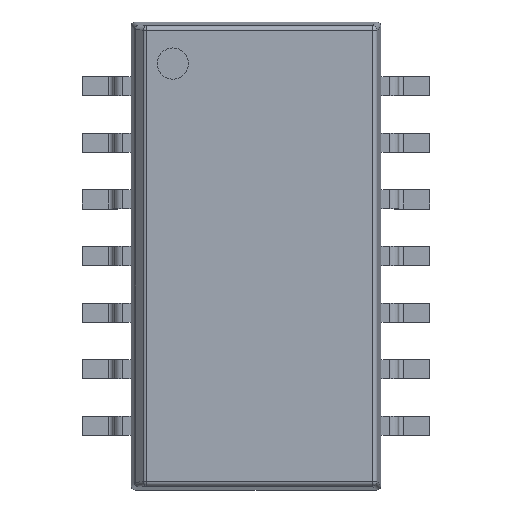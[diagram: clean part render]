
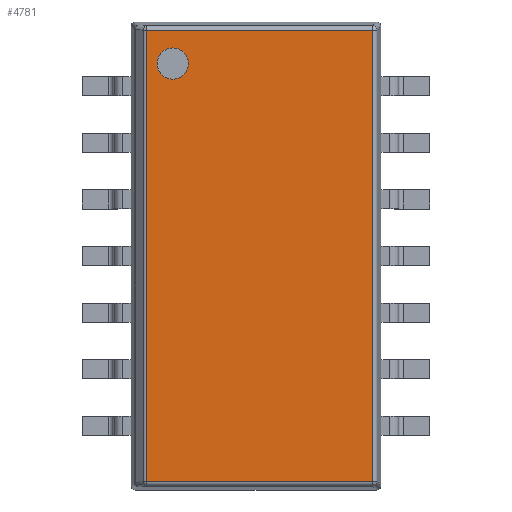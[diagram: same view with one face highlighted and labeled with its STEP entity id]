
A CAD part, top view. The second image highlights one B-rep face of the part: STEP entity #4781.
In plain terms, the highlighted planar face has unit normal (0, 0, 1).
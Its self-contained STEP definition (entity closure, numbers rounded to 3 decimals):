
#3936 = CYLINDRICAL_SURFACE('',#3937,0.1);
#3937 = AXIS2_PLACEMENT_3D('',#3938,#3939,#3940);
#3938 = CARTESIAN_POINT('',(0.3,10.313,1.9));
#3939 = DIRECTION('',(1.,0.,0.));
#3940 = DIRECTION('',(-0.,0.995,0.105));
#4137 = CYLINDRICAL_SURFACE('',#4138,0.1);
#4138 = AXIS2_PLACEMENT_3D('',#4139,#4140,#4141);
#4139 = CARTESIAN_POINT('',(0.3,0.187,1.9));
#4140 = DIRECTION('',(1.,-0.,0.));
#4141 = DIRECTION('',(-0.,-0.995,0.105));
#4238 = CYLINDRICAL_SURFACE('',#4239,0.1);
#4239 = AXIS2_PLACEMENT_3D('',#4240,#4241,#4242);
#4240 = CARTESIAN_POINT('',(0.341,0.097,1.9));
#4241 = DIRECTION('',(0.,1.,0.));
#4242 = DIRECTION('',(-0.707,0.,0.707));
#4399 = VERTEX_POINT('',#4400);
#4400 = CARTESIAN_POINT('',(0.341,10.313,2.));
#4433 = EDGE_CURVE('',#4399,#4434,#4436,.T.);
#4434 = VERTEX_POINT('',#4435);
#4435 = CARTESIAN_POINT('',(5.413,10.313,2.));
#4436 = SURFACE_CURVE('',#4437,(#4441,#4448),.PCURVE_S1.);
#4437 = LINE('',#4438,#4439);
#4438 = CARTESIAN_POINT('',(0.3,10.313,2.));
#4439 = VECTOR('',#4440,1.);
#4440 = DIRECTION('',(1.,0.,0.));
#4441 = PCURVE('',#3936,#4442);
#4442 = DEFINITIONAL_REPRESENTATION('',(#4443),#4447);
#4443 = LINE('',#4444,#4445);
#4444 = CARTESIAN_POINT('',(1.466,0.));
#4445 = VECTOR('',#4446,1.);
#4446 = DIRECTION('',(0.,1.));
#4447 = ( GEOMETRIC_REPRESENTATION_CONTEXT(2) 
PARAMETRIC_REPRESENTATION_CONTEXT() REPRESENTATION_CONTEXT('2D SPACE',''
  ) );
#4448 = PCURVE('',#4449,#4454);
#4449 = PLANE('',#4450);
#4450 = AXIS2_PLACEMENT_3D('',#4451,#4452,#4453);
#4451 = CARTESIAN_POINT('',(0.,0.,2.));
#4452 = DIRECTION('',(0.,0.,1.));
#4453 = DIRECTION('',(1.,0.,-0.));
#4454 = DEFINITIONAL_REPRESENTATION('',(#4455),#4459);
#4455 = LINE('',#4456,#4457);
#4456 = CARTESIAN_POINT('',(0.3,10.313));
#4457 = VECTOR('',#4458,1.);
#4458 = DIRECTION('',(1.,0.));
#4459 = ( GEOMETRIC_REPRESENTATION_CONTEXT(2) 
PARAMETRIC_REPRESENTATION_CONTEXT() REPRESENTATION_CONTEXT('2D SPACE',''
  ) );
#4577 = VERTEX_POINT('',#4578);
#4578 = CARTESIAN_POINT('',(0.341,0.187,2.));
#4611 = EDGE_CURVE('',#4577,#4612,#4614,.T.);
#4612 = VERTEX_POINT('',#4613);
#4613 = CARTESIAN_POINT('',(5.413,0.187,2.));
#4614 = SURFACE_CURVE('',#4615,(#4619,#4626),.PCURVE_S1.);
#4615 = LINE('',#4616,#4617);
#4616 = CARTESIAN_POINT('',(0.3,0.187,2.));
#4617 = VECTOR('',#4618,1.);
#4618 = DIRECTION('',(1.,-0.,0.));
#4619 = PCURVE('',#4137,#4620);
#4620 = DEFINITIONAL_REPRESENTATION('',(#4621),#4625);
#4621 = LINE('',#4622,#4623);
#4622 = CARTESIAN_POINT('',(-1.466,0.));
#4623 = VECTOR('',#4624,1.);
#4624 = DIRECTION('',(-0.,1.));
#4625 = ( GEOMETRIC_REPRESENTATION_CONTEXT(2) 
PARAMETRIC_REPRESENTATION_CONTEXT() REPRESENTATION_CONTEXT('2D SPACE',''
  ) );
#4626 = PCURVE('',#4449,#4627);
#4627 = DEFINITIONAL_REPRESENTATION('',(#4628),#4632);
#4628 = LINE('',#4629,#4630);
#4629 = CARTESIAN_POINT('',(0.3,0.187));
#4630 = VECTOR('',#4631,1.);
#4631 = DIRECTION('',(1.,0.));
#4632 = ( GEOMETRIC_REPRESENTATION_CONTEXT(2) 
PARAMETRIC_REPRESENTATION_CONTEXT() REPRESENTATION_CONTEXT('2D SPACE',''
  ) );
#4677 = EDGE_CURVE('',#4577,#4399,#4678,.T.);
#4678 = SURFACE_CURVE('',#4679,(#4683,#4690),.PCURVE_S1.);
#4679 = LINE('',#4680,#4681);
#4680 = CARTESIAN_POINT('',(0.341,0.097,2.));
#4681 = VECTOR('',#4682,1.);
#4682 = DIRECTION('',(0.,1.,0.));
#4683 = PCURVE('',#4238,#4684);
#4684 = DEFINITIONAL_REPRESENTATION('',(#4685),#4689);
#4685 = LINE('',#4686,#4687);
#4686 = CARTESIAN_POINT('',(0.785,0.));
#4687 = VECTOR('',#4688,1.);
#4688 = DIRECTION('',(0.,1.));
#4689 = ( GEOMETRIC_REPRESENTATION_CONTEXT(2) 
PARAMETRIC_REPRESENTATION_CONTEXT() REPRESENTATION_CONTEXT('2D SPACE',''
  ) );
#4690 = PCURVE('',#4449,#4691);
#4691 = DEFINITIONAL_REPRESENTATION('',(#4692),#4696);
#4692 = LINE('',#4693,#4694);
#4693 = CARTESIAN_POINT('',(0.341,0.097));
#4694 = VECTOR('',#4695,1.);
#4695 = DIRECTION('',(0.,1.));
#4696 = ( GEOMETRIC_REPRESENTATION_CONTEXT(2) 
PARAMETRIC_REPRESENTATION_CONTEXT() REPRESENTATION_CONTEXT('2D SPACE',''
  ) );
#4738 = CYLINDRICAL_SURFACE('',#4739,0.1);
#4739 = AXIS2_PLACEMENT_3D('',#4740,#4741,#4742);
#4740 = CARTESIAN_POINT('',(5.413,0.097,1.9));
#4741 = DIRECTION('',(0.,1.,-0.));
#4742 = DIRECTION('',(0.995,0.,0.105));
#4781 = ADVANCED_FACE('',(#4782,#4808),#4449,.T.);
#4782 = FACE_BOUND('',#4783,.T.);
#4783 = EDGE_LOOP('',(#4784,#4785,#4786,#4787));
#4784 = ORIENTED_EDGE('',*,*,#4433,.F.);
#4785 = ORIENTED_EDGE('',*,*,#4677,.F.);
#4786 = ORIENTED_EDGE('',*,*,#4611,.T.);
#4787 = ORIENTED_EDGE('',*,*,#4788,.T.);
#4788 = EDGE_CURVE('',#4612,#4434,#4789,.T.);
#4789 = SURFACE_CURVE('',#4790,(#4794,#4801),.PCURVE_S1.);
#4790 = LINE('',#4791,#4792);
#4791 = CARTESIAN_POINT('',(5.413,0.097,2.));
#4792 = VECTOR('',#4793,1.);
#4793 = DIRECTION('',(0.,1.,-0.));
#4794 = PCURVE('',#4449,#4795);
#4795 = DEFINITIONAL_REPRESENTATION('',(#4796),#4800);
#4796 = LINE('',#4797,#4798);
#4797 = CARTESIAN_POINT('',(5.413,0.097));
#4798 = VECTOR('',#4799,1.);
#4799 = DIRECTION('',(0.,1.));
#4800 = ( GEOMETRIC_REPRESENTATION_CONTEXT(2) 
PARAMETRIC_REPRESENTATION_CONTEXT() REPRESENTATION_CONTEXT('2D SPACE',''
  ) );
#4801 = PCURVE('',#4738,#4802);
#4802 = DEFINITIONAL_REPRESENTATION('',(#4803),#4807);
#4803 = LINE('',#4804,#4805);
#4804 = CARTESIAN_POINT('',(-1.466,0.));
#4805 = VECTOR('',#4806,1.);
#4806 = DIRECTION('',(-0.,1.));
#4807 = ( GEOMETRIC_REPRESENTATION_CONTEXT(2) 
PARAMETRIC_REPRESENTATION_CONTEXT() REPRESENTATION_CONTEXT('2D SPACE',''
  ) );
#4808 = FACE_BOUND('',#4809,.T.);
#4809 = EDGE_LOOP('',(#4810));
#4810 = ORIENTED_EDGE('',*,*,#4811,.F.);
#4811 = EDGE_CURVE('',#4812,#4812,#4814,.T.);
#4812 = VERTEX_POINT('',#4813);
#4813 = CARTESIAN_POINT('',(1.283,9.567,2.));
#4814 = SURFACE_CURVE('',#4815,(#4820,#4827),.PCURVE_S1.);
#4815 = CIRCLE('',#4816,0.35);
#4816 = AXIS2_PLACEMENT_3D('',#4817,#4818,#4819);
#4817 = CARTESIAN_POINT('',(0.933,9.567,2.));
#4818 = DIRECTION('',(0.,0.,1.));
#4819 = DIRECTION('',(1.,0.,-0.));
#4820 = PCURVE('',#4449,#4821);
#4821 = DEFINITIONAL_REPRESENTATION('',(#4822),#4826);
#4822 = CIRCLE('',#4823,0.35);
#4823 = AXIS2_PLACEMENT_2D('',#4824,#4825);
#4824 = CARTESIAN_POINT('',(0.933,9.567));
#4825 = DIRECTION('',(1.,0.));
#4826 = ( GEOMETRIC_REPRESENTATION_CONTEXT(2) 
PARAMETRIC_REPRESENTATION_CONTEXT() REPRESENTATION_CONTEXT('2D SPACE',''
  ) );
#4827 = PCURVE('',#4828,#4833);
#4828 = CYLINDRICAL_SURFACE('',#4829,0.35);
#4829 = AXIS2_PLACEMENT_3D('',#4830,#4831,#4832);
#4830 = CARTESIAN_POINT('',(0.933,9.567,1.9));
#4831 = DIRECTION('',(0.,0.,1.));
#4832 = DIRECTION('',(1.,0.,-0.));
#4833 = DEFINITIONAL_REPRESENTATION('',(#4834),#4838);
#4834 = LINE('',#4835,#4836);
#4835 = CARTESIAN_POINT('',(0.,0.1));
#4836 = VECTOR('',#4837,1.);
#4837 = DIRECTION('',(1.,0.));
#4838 = ( GEOMETRIC_REPRESENTATION_CONTEXT(2) 
PARAMETRIC_REPRESENTATION_CONTEXT() REPRESENTATION_CONTEXT('2D SPACE',''
  ) );
